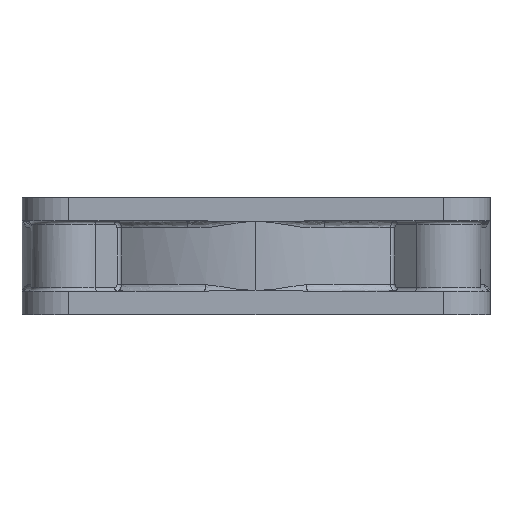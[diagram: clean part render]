
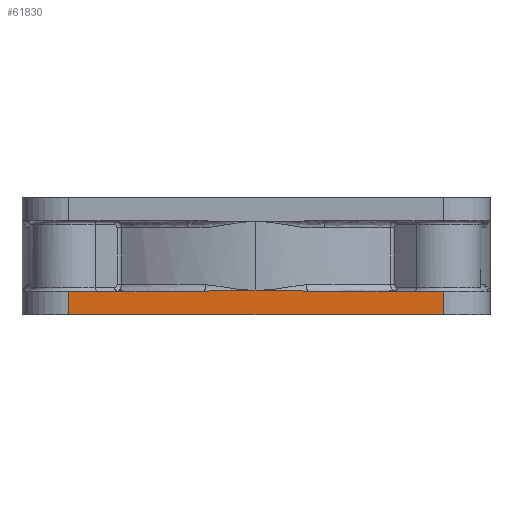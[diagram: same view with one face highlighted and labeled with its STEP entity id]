
A CAD part, left-side view. The second image highlights one B-rep face of the part: STEP entity #61830.
In plain terms, the highlighted planar face has unit normal (-1, 0, 0).
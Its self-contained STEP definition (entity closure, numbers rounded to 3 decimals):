
#61816=AXIS2_PLACEMENT_3D('Plane Axis2P3D',#61813,#61814,#61815) ;
#8322=CARTESIAN_POINT('Vertex',(-20.,-16.,-10.)) ;
#8325=CARTESIAN_POINT('Line Origine',(-20.,-8.,-10.)) ;
#8329=CARTESIAN_POINT('Vertex',(-20.,0.,-10.)) ;
#8332=CARTESIAN_POINT('Line Origine',(-20.,8.,-10.)) ;
#8336=CARTESIAN_POINT('Vertex',(-20.,16.,-10.)) ;
#9121=CARTESIAN_POINT('Line Origine',(-20.,-16.,-8.975)) ;
#9125=CARTESIAN_POINT('Vertex',(-20.,-16.,-8.)) ;
#9166=CARTESIAN_POINT('Line Origine',(-20.,16.,-8.975)) ;
#9170=CARTESIAN_POINT('Vertex',(-20.,16.,-8.)) ;
#10443=CARTESIAN_POINT('Vertex',(-20.,-4.856,-8.)) ;
#10446=CARTESIAN_POINT('Line Origine',(-20.,-10.428,-8.)) ;
#10533=CARTESIAN_POINT('Line Origine',(-20.,10.428,-8.)) ;
#10537=CARTESIAN_POINT('Vertex',(-20.,4.856,-8.)) ;
#11998=CARTESIAN_POINT('Control Point',(-20.,-4.856,-8.)) ;
#11999=CARTESIAN_POINT('Control Point',(-20.,-4.711,-8.)) ;
#12000=CARTESIAN_POINT('Control Point',(-20.,-4.566,-7.998)) ;
#12001=CARTESIAN_POINT('Control Point',(-20.,-4.421,-7.995)) ;
#12002=CARTESIAN_POINT('Vertex',(-20.,-4.422,-7.995)) ;
#14343=CARTESIAN_POINT('Vertex',(-20.,0.,-7.95)) ;
#16150=CARTESIAN_POINT('Control Point',(-20.,4.421,-7.995)) ;
#16151=CARTESIAN_POINT('Control Point',(-19.998,3.96,-7.986)) ;
#16152=CARTESIAN_POINT('Control Point',(-20.005,3.501,-7.971)) ;
#16153=CARTESIAN_POINT('Control Point',(-19.999,3.048,-7.961)) ;
#16154=CARTESIAN_POINT('Control Point',(-20.,2.371,-7.958)) ;
#16155=CARTESIAN_POINT('Control Point',(-20.,1.698,-7.963)) ;
#16156=CARTESIAN_POINT('Control Point',(-20.,1.474,-7.965)) ;
#16157=CARTESIAN_POINT('Control Point',(-20.,1.139,-7.967)) ;
#16158=CARTESIAN_POINT('Control Point',(-20.,0.813,-7.967)) ;
#16159=CARTESIAN_POINT('Control Point',(-20.,0.706,-7.967)) ;
#16160=CARTESIAN_POINT('Control Point',(-20.,0.548,-7.966)) ;
#16161=CARTESIAN_POINT('Control Point',(-20.,0.396,-7.963)) ;
#16162=CARTESIAN_POINT('Control Point',(-20.,0.346,-7.962)) ;
#16163=CARTESIAN_POINT('Control Point',(-20.,0.248,-7.96)) ;
#16164=CARTESIAN_POINT('Control Point',(-20.,0.15,-7.957)) ;
#16165=CARTESIAN_POINT('Control Point',(-20.,0.102,-7.955)) ;
#16166=CARTESIAN_POINT('Control Point',(-20.,0.052,-7.953)) ;
#16167=CARTESIAN_POINT('Control Point',(-20.,0.003,-7.95)) ;
#16168=CARTESIAN_POINT('Vertex',(-20.,4.422,-7.995)) ;
#59764=CARTESIAN_POINT('Control Point',(-20.,-4.421,-7.995)) ;
#59765=CARTESIAN_POINT('Control Point',(-19.998,-3.96,-7.986)) ;
#59766=CARTESIAN_POINT('Control Point',(-20.005,-3.501,-7.971)) ;
#59767=CARTESIAN_POINT('Control Point',(-19.999,-3.048,-7.961)) ;
#59768=CARTESIAN_POINT('Control Point',(-20.,-2.371,-7.958)) ;
#59769=CARTESIAN_POINT('Control Point',(-20.,-1.698,-7.963)) ;
#59770=CARTESIAN_POINT('Control Point',(-20.,-1.474,-7.965)) ;
#59771=CARTESIAN_POINT('Control Point',(-20.,-1.139,-7.967)) ;
#59772=CARTESIAN_POINT('Control Point',(-20.,-0.813,-7.967)) ;
#59773=CARTESIAN_POINT('Control Point',(-20.,-0.706,-7.967)) ;
#59774=CARTESIAN_POINT('Control Point',(-20.,-0.548,-7.966)) ;
#59775=CARTESIAN_POINT('Control Point',(-20.,-0.396,-7.963)) ;
#59776=CARTESIAN_POINT('Control Point',(-20.,-0.346,-7.962)) ;
#59777=CARTESIAN_POINT('Control Point',(-20.,-0.248,-7.96)) ;
#59778=CARTESIAN_POINT('Control Point',(-20.,-0.15,-7.957)) ;
#59779=CARTESIAN_POINT('Control Point',(-20.,-0.102,-7.955)) ;
#59780=CARTESIAN_POINT('Control Point',(-20.,-0.052,-7.953)) ;
#59781=CARTESIAN_POINT('Control Point',(-20.,-0.003,-7.95)) ;
#60593=CARTESIAN_POINT('Control Point',(-20.,4.856,-8.)) ;
#60594=CARTESIAN_POINT('Control Point',(-20.,4.711,-8.)) ;
#60595=CARTESIAN_POINT('Control Point',(-20.,4.566,-7.998)) ;
#60596=CARTESIAN_POINT('Control Point',(-20.,4.421,-7.995)) ;
#61813=CARTESIAN_POINT('Axis2P3D Location',(-20.,-20.,-10.)) ;
#8326=DIRECTION('Vector Direction',(0.,-1.,0.)) ;
#8333=DIRECTION('Vector Direction',(0.,1.,0.)) ;
#9122=DIRECTION('Vector Direction',(0.,0.,-1.)) ;
#9167=DIRECTION('Vector Direction',(0.,0.,-1.)) ;
#10447=DIRECTION('Vector Direction',(0.,-1.,0.)) ;
#10534=DIRECTION('Vector Direction',(0.,1.,0.)) ;
#61814=DIRECTION('Axis2P3D Direction',(1.,-0.,0.)) ;
#61815=DIRECTION('Axis2P3D XDirection',(0.,0.,-1.)) ;
#8327=VECTOR('Line Direction',#8326,1.) ;
#8334=VECTOR('Line Direction',#8333,1.) ;
#9123=VECTOR('Line Direction',#9122,1.) ;
#9168=VECTOR('Line Direction',#9167,1.) ;
#10448=VECTOR('Line Direction',#10447,1.) ;
#10535=VECTOR('Line Direction',#10534,1.) ;
#61819=ORIENTED_EDGE('',*,*,#16170,.F.) ;
#61820=ORIENTED_EDGE('',*,*,#60597,.F.) ;
#61821=ORIENTED_EDGE('',*,*,#10539,.T.) ;
#61822=ORIENTED_EDGE('',*,*,#9172,.F.) ;
#61823=ORIENTED_EDGE('',*,*,#8338,.F.) ;
#61824=ORIENTED_EDGE('',*,*,#8331,.T.) ;
#61825=ORIENTED_EDGE('',*,*,#9127,.T.) ;
#61826=ORIENTED_EDGE('',*,*,#10450,.F.) ;
#61827=ORIENTED_EDGE('',*,*,#12004,.T.) ;
#61828=ORIENTED_EDGE('',*,*,#59782,.T.) ;
#61830=ADVANCED_FACE('Gehaeuse',(#61829),#61817,.F.) ;
#11997=B_SPLINE_CURVE_WITH_KNOTS('',3,(#11998,#11999,#12000,#12001),.UNSPECIFIED.,.F.,.U.,(4,4),(0.,0.419),.UNSPECIFIED.) ;
#16149=B_SPLINE_CURVE_WITH_KNOTS('',5,(#16150,#16151,#16152,#16153,#16154,#16155,#16156,#16157,#16158,#16159,#16160,#16161,#16162,#16163,#16164,#16165,#16166,#16167),.UNSPECIFIED.,.F.,.U.,(6,3,3,3,3,6),(0.419,2.647,3.761,4.318,4.597,4.875),.UNSPECIFIED.) ;
#59763=B_SPLINE_CURVE_WITH_KNOTS('',5,(#59764,#59765,#59766,#59767,#59768,#59769,#59770,#59771,#59772,#59773,#59774,#59775,#59776,#59777,#59778,#59779,#59780,#59781),.UNSPECIFIED.,.F.,.U.,(6,3,3,3,3,6),(0.419,2.647,3.761,4.318,4.597,4.875),.UNSPECIFIED.) ;
#60592=B_SPLINE_CURVE_WITH_KNOTS('',3,(#60593,#60594,#60595,#60596),.UNSPECIFIED.,.F.,.U.,(4,4),(0.,0.419),.UNSPECIFIED.) ;
#8331=EDGE_CURVE('',#8330,#8323,#8328,.T.) ;
#8338=EDGE_CURVE('',#8330,#8337,#8335,.T.) ;
#9127=EDGE_CURVE('',#8323,#9126,#9124,.F.) ;
#9172=EDGE_CURVE('',#8337,#9171,#9169,.F.) ;
#10450=EDGE_CURVE('',#10444,#9126,#10449,.T.) ;
#10539=EDGE_CURVE('',#10538,#9171,#10536,.T.) ;
#12004=EDGE_CURVE('',#10444,#12003,#11997,.T.) ;
#16170=EDGE_CURVE('',#16169,#14344,#16149,.T.) ;
#59782=EDGE_CURVE('',#12003,#14344,#59763,.T.) ;
#60597=EDGE_CURVE('',#10538,#16169,#60592,.T.) ;
#61818=EDGE_LOOP('',(#61819,#61820,#61821,#61822,#61823,#61824,#61825,#61826,#61827,#61828)) ;
#61829=FACE_OUTER_BOUND('',#61818,.T.) ;
#8328=LINE('Line',#8325,#8327) ;
#8335=LINE('Line',#8332,#8334) ;
#9124=LINE('Line',#9121,#9123) ;
#9169=LINE('Line',#9166,#9168) ;
#10449=LINE('Line',#10446,#10448) ;
#10536=LINE('Line',#10533,#10535) ;
#61817=PLANE('Plane',#61816) ;
#8323=VERTEX_POINT('',#8322) ;
#8330=VERTEX_POINT('',#8329) ;
#8337=VERTEX_POINT('',#8336) ;
#9126=VERTEX_POINT('',#9125) ;
#9171=VERTEX_POINT('',#9170) ;
#10444=VERTEX_POINT('',#10443) ;
#10538=VERTEX_POINT('',#10537) ;
#12003=VERTEX_POINT('',#12002) ;
#14344=VERTEX_POINT('',#14343) ;
#16169=VERTEX_POINT('',#16168) ;
